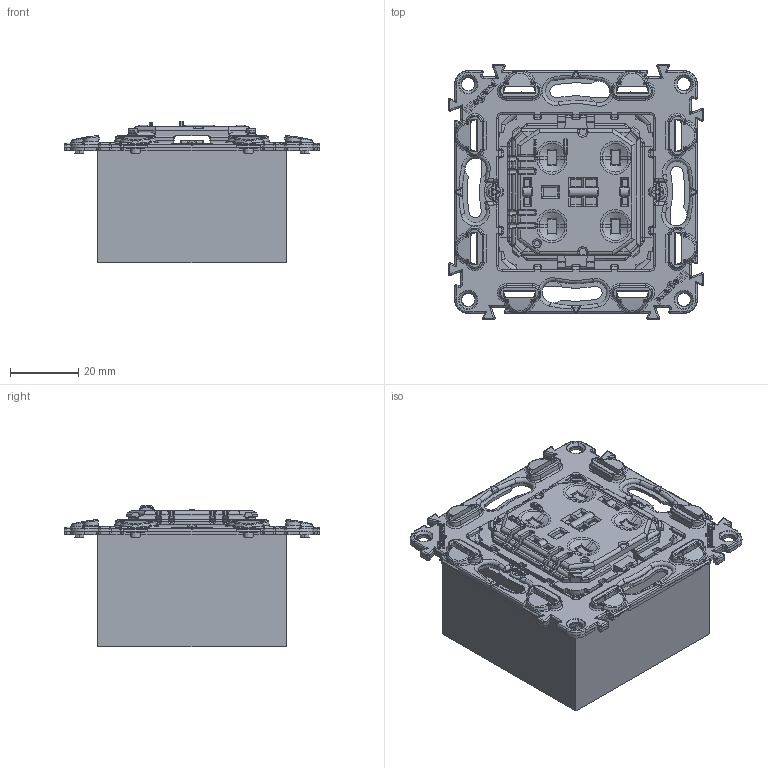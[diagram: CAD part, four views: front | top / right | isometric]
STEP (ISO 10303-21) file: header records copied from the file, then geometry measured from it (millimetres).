
FILE_DESCRIPTION(('CATIA V5 STEP Exchange','CAx-IF Rec.Pracs.--- Model Styling and Organization---1.4--- 2014-01-23'),'2;1');
FILE_NAME('752062_AllCATPart.stp','2020-02-13T09:35:18+00:00',('none'),('none'),'CATIA Version 5-6 Release 2017 SP3','CATIA V5 STEP AP214','none');
FILE_SCHEMA(('AUTOMOTIVE_DESIGN { 1 0 10303 214 1 1 1 1 }'));
Products named in the file (1): 752062_AllCATPart
Bounding box: 74.7 x 74.7 x 41.4 mm (x, y, z)
Volume: 108439.4 mm3; surface area: 25790.7 mm2
Topology: 1 solids, 3 shells, 6145 faces, 17610 edges, 11390 vertices
Faces by surface type: plane 4425, cylinder 855, bspline 441, cone 207, torus 165, sphere 40, extrusion 12
Entity records: 222172 total; most frequent: CARTESIAN_POINT 69352, ORIENTED_EDGE 35076, DIRECTION 23749, EDGE_CURVE 17538, VECTOR 12785, LINE 12773, VERTEX_POINT 11390, EDGE_LOOP 6292
